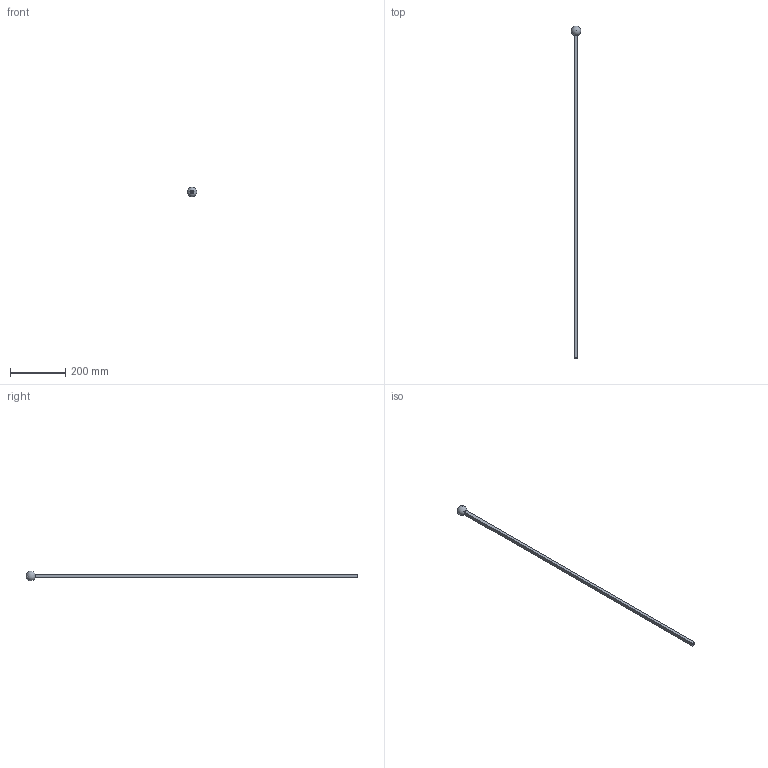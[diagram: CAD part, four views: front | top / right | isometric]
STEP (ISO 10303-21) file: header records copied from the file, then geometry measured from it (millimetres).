
FILE_DESCRIPTION (( 'STEP AP203' ), '1' );
FILE_NAME ('1308-IT-35.STEP', '2022-06-17T07:46:30', ( '' ), ( '' ), 'SwSTEP 2.0', 'SolidWorks 2018', '' );
FILE_SCHEMA (( 'CONFIG_CONTROL_DESIGN' ));
Length unit declared in the file: millimetre
Products named in the file (1): 1308-IT-35
Bounding box: 34.74 x 1199.87 x 35 mm (x, y, z)
Volume: 190310.5 mm3; surface area: 59838.8 mm2
Topology: 1 solids, 1 shells, 275 faces, 747 edges, 498 vertices
Faces by surface type: plane 144, bspline 130, sphere 1
Entity records: 14767 total; most frequent: CARTESIAN_POINT 8654, ORIENTED_EDGE 1488, DIRECTION 780, EDGE_CURVE 744, VERTEX_POINT 496, LINE 480, VECTOR 480, EDGE_LOOP 300
